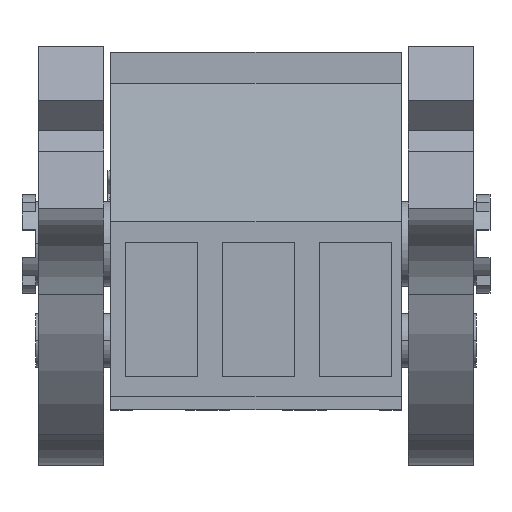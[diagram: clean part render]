
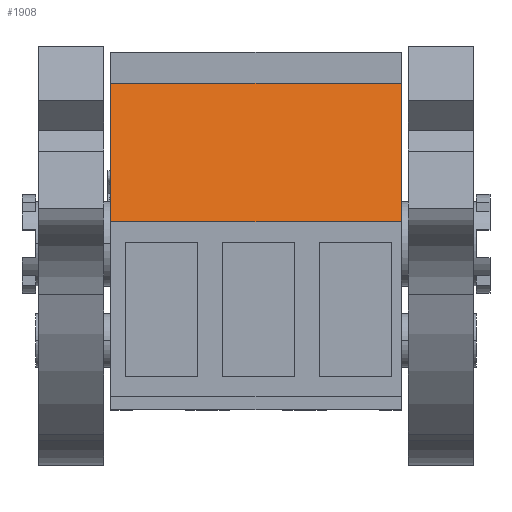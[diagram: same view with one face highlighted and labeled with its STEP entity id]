
A CAD part, top view. The second image highlights one B-rep face of the part: STEP entity #1908.
In plain terms, the highlighted planar face has unit normal (0, 0.205, 0.979).
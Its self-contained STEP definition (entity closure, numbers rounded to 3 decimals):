
#1888=AXIS2_PLACEMENT_3D('Plane Axis2P3D',#1885,#1886,#1887) ;
#112=CARTESIAN_POINT('Vertex',(3.2,8.802,18.1)) ;
#115=CARTESIAN_POINT('Line Origine',(3.2,11.31,17.575)) ;
#119=CARTESIAN_POINT('Vertex',(3.2,13.818,17.05)) ;
#1870=CARTESIAN_POINT('Vertex',(13.7,8.802,18.1)) ;
#1873=CARTESIAN_POINT('Line Origine',(8.45,8.802,18.1)) ;
#1885=CARTESIAN_POINT('Axis2P3D Location',(-0.3,8.802,18.1)) ;
#1890=CARTESIAN_POINT('Line Origine',(13.7,11.31,17.575)) ;
#1894=CARTESIAN_POINT('Vertex',(13.7,13.818,17.05)) ;
#1897=CARTESIAN_POINT('Line Origine',(8.45,13.818,17.05)) ;
#116=DIRECTION('Vector Direction',(0.,0.979,-0.205)) ;
#1874=DIRECTION('Vector Direction',(1.,0.,0.)) ;
#1886=DIRECTION('Axis2P3D Direction',(0.,-0.205,-0.979)) ;
#1887=DIRECTION('Axis2P3D XDirection',(0.,0.979,-0.205)) ;
#1891=DIRECTION('Vector Direction',(0.,0.979,-0.205)) ;
#1898=DIRECTION('Vector Direction',(1.,0.,0.)) ;
#117=VECTOR('Line Direction',#116,1.) ;
#1875=VECTOR('Line Direction',#1874,1.) ;
#1892=VECTOR('Line Direction',#1891,1.) ;
#1899=VECTOR('Line Direction',#1898,1.) ;
#1903=ORIENTED_EDGE('',*,*,#121,.F.) ;
#1904=ORIENTED_EDGE('',*,*,#1877,.T.) ;
#1905=ORIENTED_EDGE('',*,*,#1896,.T.) ;
#1906=ORIENTED_EDGE('',*,*,#1901,.F.) ;
#1908=ADVANCED_FACE('HOUSING',(#1907),#1889,.F.) ;
#121=EDGE_CURVE('',#113,#120,#118,.T.) ;
#1877=EDGE_CURVE('',#113,#1871,#1876,.T.) ;
#1896=EDGE_CURVE('',#1871,#1895,#1893,.T.) ;
#1901=EDGE_CURVE('',#120,#1895,#1900,.T.) ;
#1902=EDGE_LOOP('',(#1903,#1904,#1905,#1906)) ;
#1907=FACE_OUTER_BOUND('',#1902,.T.) ;
#118=LINE('Line',#115,#117) ;
#1876=LINE('Line',#1873,#1875) ;
#1893=LINE('Line',#1890,#1892) ;
#1900=LINE('Line',#1897,#1899) ;
#1889=PLANE('',#1888) ;
#113=VERTEX_POINT('',#112) ;
#120=VERTEX_POINT('',#119) ;
#1871=VERTEX_POINT('',#1870) ;
#1895=VERTEX_POINT('',#1894) ;
